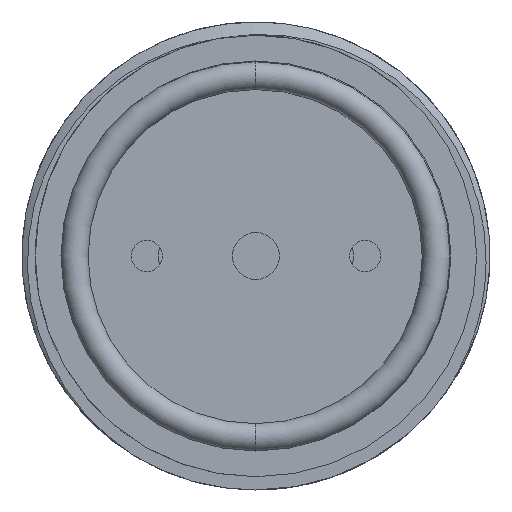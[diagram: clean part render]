
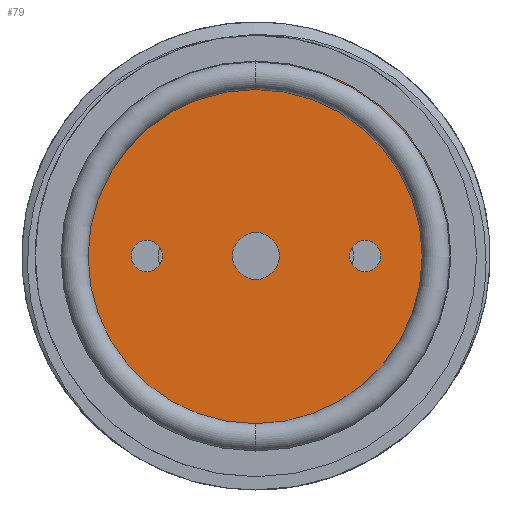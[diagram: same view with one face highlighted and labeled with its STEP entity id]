
A CAD part, front view. The second image highlights one B-rep face of the part: STEP entity #79.
In plain terms, the highlighted planar face has unit normal (0, -1, 0).
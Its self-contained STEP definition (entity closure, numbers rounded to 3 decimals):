
#79 = ADVANCED_FACE ( 'NONE', ( #4562, #3392, #1230, #2251 ), #1444, .T. ) ;
#83 = DIRECTION ( 'NONE',  ( 0., -1., 0. ) ) ;
#91 = EDGE_LOOP ( 'NONE', ( #4524, #5070 ) ) ;
#103 = EDGE_CURVE ( 'NONE', #5657, #2378, #4414, .T. ) ;
#238 = DIRECTION ( 'NONE',  ( 0., -1., 0. ) ) ;
#322 = EDGE_CURVE ( 'NONE', #978, #752, #810, .T. ) ;
#357 = VERTEX_POINT ( 'NONE', #2721 ) ;
#386 = EDGE_LOOP ( 'NONE', ( #5417, #4320 ) ) ;
#400 = CARTESIAN_POINT ( 'NONE',  ( -7., 1.4, 0. ) ) ;
#560 = AXIS2_PLACEMENT_3D ( 'NONE', #400, #3013, #5624 ) ;
#591 = CARTESIAN_POINT ( 'NONE',  ( 7., 1.4, 0. ) ) ;
#603 = DIRECTION ( 'NONE',  ( 0., -1., 0. ) ) ;
#752 = VERTEX_POINT ( 'NONE', #1052 ) ;
#783 = EDGE_LOOP ( 'NONE', ( #5038, #2259 ) ) ;
#796 = CARTESIAN_POINT ( 'NONE',  ( -7., 1.4, -1. ) ) ;
#810 = CIRCLE ( 'NONE', #2961, 1.5 ) ;
#817 = CIRCLE ( 'NONE', #5234, 1. ) ;
#978 = VERTEX_POINT ( 'NONE', #2190 ) ;
#983 = DIRECTION ( 'NONE',  ( 0., -1., 0. ) ) ;
#1023 = EDGE_CURVE ( 'NONE', #357, #3723, #4406, .T. ) ;
#1028 = DIRECTION ( 'NONE',  ( 0., 0., -1. ) ) ;
#1052 = CARTESIAN_POINT ( 'NONE',  ( 0., 1.4, 1.5 ) ) ;
#1186 = AXIS2_PLACEMENT_3D ( 'NONE', #2853, #238, #3294 ) ;
#1206 = DIRECTION ( 'NONE',  ( 0., -1., 0. ) ) ;
#1230 = FACE_BOUND ( 'NONE', #783, .T. ) ;
#1444 = PLANE ( 'NONE',  #2782 ) ;
#1463 = DIRECTION ( 'NONE',  ( 0., -1., 0. ) ) ;
#1472 = VERTEX_POINT ( 'NONE', #4907 ) ;
#1497 = CIRCLE ( 'NONE', #4086, 1. ) ;
#1596 = EDGE_CURVE ( 'NONE', #752, #978, #2107, .T. ) ;
#1910 = DIRECTION ( 'NONE',  ( 0., 0., -1. ) ) ;
#2107 = CIRCLE ( 'NONE', #3972, 1.5 ) ;
#2190 = CARTESIAN_POINT ( 'NONE',  ( 0., 1.4, -1.5 ) ) ;
#2251 = FACE_OUTER_BOUND ( 'NONE', #386, .T. ) ;
#2259 = ORIENTED_EDGE ( 'NONE', *, *, #1596, .F. ) ;
#2359 = DIRECTION ( 'NONE',  ( 0., 0., -1. ) ) ;
#2378 = VERTEX_POINT ( 'NONE', #3413 ) ;
#2436 = DIRECTION ( 'NONE',  ( 0., 0., -1. ) ) ;
#2501 = AXIS2_PLACEMENT_3D ( 'NONE', #591, #3633, #1028 ) ;
#2655 = EDGE_LOOP ( 'NONE', ( #3701, #4404 ) ) ;
#2694 = CARTESIAN_POINT ( 'NONE',  ( 0., 1.4, 0. ) ) ;
#2721 = CARTESIAN_POINT ( 'NONE',  ( -7., 1.4, 1. ) ) ;
#2782 = AXIS2_PLACEMENT_3D ( 'NONE', #4923, #1463, #1910 ) ;
#2822 = DIRECTION ( 'NONE',  ( 0., -1., 0. ) ) ;
#2853 = CARTESIAN_POINT ( 'NONE',  ( 0., 1.4, 0. ) ) ;
#2961 = AXIS2_PLACEMENT_3D ( 'NONE', #4227, #1206, #2436 ) ;
#3013 = DIRECTION ( 'NONE',  ( 0., -1., 0. ) ) ;
#3136 = DIRECTION ( 'NONE',  ( 0., 0., -1. ) ) ;
#3206 = CARTESIAN_POINT ( 'NONE',  ( -7., 1.4, 0. ) ) ;
#3294 = DIRECTION ( 'NONE',  ( 0., 0., -1. ) ) ;
#3392 = FACE_BOUND ( 'NONE', #91, .T. ) ;
#3402 = VERTEX_POINT ( 'NONE', #4026 ) ;
#3413 = CARTESIAN_POINT ( 'NONE',  ( 7., 1.4, -1. ) ) ;
#3501 = EDGE_CURVE ( 'NONE', #3723, #357, #817, .T. ) ;
#3587 = CARTESIAN_POINT ( 'NONE',  ( 7., 1.4, 0. ) ) ;
#3633 = DIRECTION ( 'NONE',  ( 0., -1., 0. ) ) ;
#3642 = DIRECTION ( 'NONE',  ( 0., 0., -1. ) ) ;
#3701 = ORIENTED_EDGE ( 'NONE', *, *, #5086, .F. ) ;
#3723 = VERTEX_POINT ( 'NONE', #796 ) ;
#3864 = AXIS2_PLACEMENT_3D ( 'NONE', #2694, #83, #3136 ) ;
#3972 = AXIS2_PLACEMENT_3D ( 'NONE', #5416, #2822, #2359 ) ;
#4003 = CIRCLE ( 'NONE', #1186, 12.5 ) ;
#4026 = CARTESIAN_POINT ( 'NONE',  ( 0., 1.4, 12.5 ) ) ;
#4031 = DIRECTION ( 'NONE',  ( 0., 0., -1. ) ) ;
#4086 = AXIS2_PLACEMENT_3D ( 'NONE', #3587, #983, #4031 ) ;
#4227 = CARTESIAN_POINT ( 'NONE',  ( 0., 1.4, 0. ) ) ;
#4320 = ORIENTED_EDGE ( 'NONE', *, *, #4717, .T. ) ;
#4404 = ORIENTED_EDGE ( 'NONE', *, *, #103, .F. ) ;
#4406 = CIRCLE ( 'NONE', #560, 1. ) ;
#4414 = CIRCLE ( 'NONE', #2501, 1. ) ;
#4524 = ORIENTED_EDGE ( 'NONE', *, *, #3501, .F. ) ;
#4562 = FACE_BOUND ( 'NONE', #2655, .T. ) ;
#4717 = EDGE_CURVE ( 'NONE', #3402, #1472, #4003, .T. ) ;
#4907 = CARTESIAN_POINT ( 'NONE',  ( 0., 1.4, -12.5 ) ) ;
#4923 = CARTESIAN_POINT ( 'NONE',  ( 0., 1.4, 0. ) ) ;
#5027 = CIRCLE ( 'NONE', #3864, 12.5 ) ;
#5038 = ORIENTED_EDGE ( 'NONE', *, *, #322, .F. ) ;
#5070 = ORIENTED_EDGE ( 'NONE', *, *, #1023, .F. ) ;
#5086 = EDGE_CURVE ( 'NONE', #2378, #5657, #1497, .T. ) ;
#5234 = AXIS2_PLACEMENT_3D ( 'NONE', #3206, #603, #3642 ) ;
#5416 = CARTESIAN_POINT ( 'NONE',  ( 0., 1.4, 0. ) ) ;
#5417 = ORIENTED_EDGE ( 'NONE', *, *, #5478, .T. ) ;
#5447 = CARTESIAN_POINT ( 'NONE',  ( 7., 1.4, 1. ) ) ;
#5478 = EDGE_CURVE ( 'NONE', #1472, #3402, #5027, .T. ) ;
#5624 = DIRECTION ( 'NONE',  ( 0., 0., -1. ) ) ;
#5657 = VERTEX_POINT ( 'NONE', #5447 ) ;
